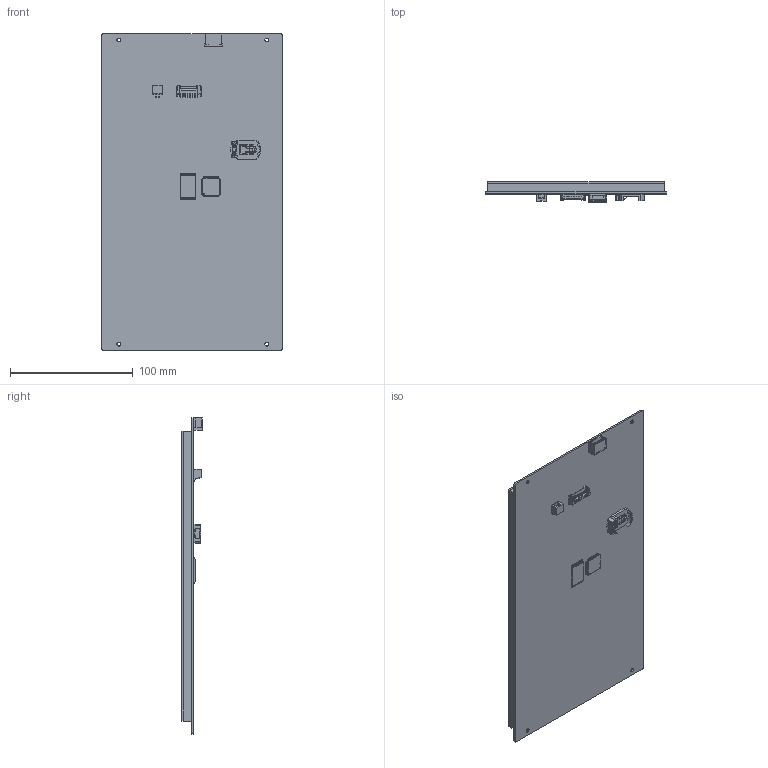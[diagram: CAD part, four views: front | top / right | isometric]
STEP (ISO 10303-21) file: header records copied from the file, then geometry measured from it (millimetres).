
FILE_DESCRIPTION(/* description */ (''),/* implementation_level */ '2;1');
FILE_NAME(/* name */ 'P10600V101C_P30.stp',/* time_stamp */ '2021-08-02T11:25:25-03:00',/* author */ ('Reservaa'),/* organization */ (''),/* preprocessor_version */ 'ST-DEVELOPER v18.1',/* originating_system */ 'Autodesk Inventor 2022',/* authorisation */ '');
FILE_SCHEMA (('AUTOMOTIVE_DESIGN { 1 0 10303 214 3 1 1 }'));
Length unit declared in the file: millimetre
Products named in the file (15): Display P10600V101C_T30; Placa; Tela; 60488; 60488_01; 60488_02; 60488_03; CI06; USB connector menor; Componente de Audio TERMINAR; core 18,3x12,3; TQFP 64 14x14mm 0_8mm pitch; TouchDisplay101P30; touch101ipt; vidroTouch
Assembly tree (14 placements, depth 3):
  Display P10600V101C_T30
    Placa
    Tela
    60488
      60488_01
      60488_02
      60488_03
    CI06
    USB connector menor
    Componente de Audio TERMINAR
    core 18,3x12,3
    TQFP 64 14x14mm 0_8mm pitch
    TouchDisplay101P30
      touch101ipt
      vidroTouch
Bounding box: 148.1 x 16.4 x 257.8 mm (x, y, z)
Volume: 328038.9 mm3; surface area: 227531.2 mm2
Topology: 12 solids, 12 shells, 1869 faces, 4999 edges, 3164 vertices
Faces by surface type: plane 1510, cylinder 355, bspline 4
Full cylindrical faces by diameter (mm): 0.7 x1, 3.2 x4
Entity records: 59739 total; most frequent: CARTESIAN_POINT 10400, ORIENTED_EDGE 9998, DIRECTION 9539, EDGE_CURVE 4999, LINE 4231, VECTOR 4231, VERTEX_POINT 3164, AXIS2_PLACEMENT_3D 2654
